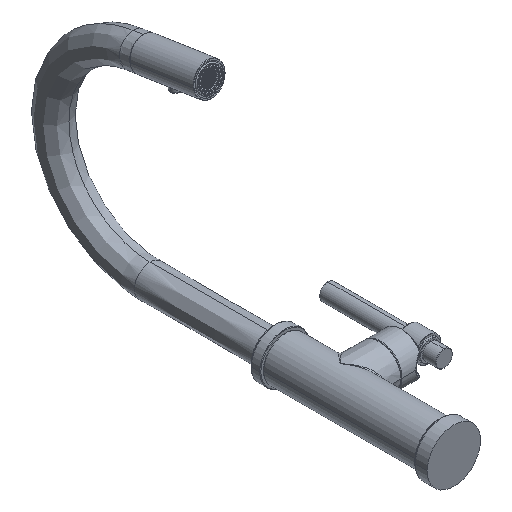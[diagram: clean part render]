
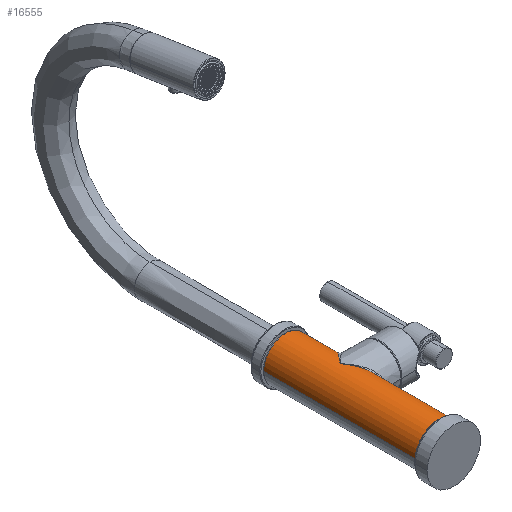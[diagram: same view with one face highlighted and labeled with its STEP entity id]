
A CAD part, isometric view. The second image highlights one B-rep face of the part: STEP entity #16555.
In plain terms, the highlighted cylindrical face has radius 20.32 mm (diameter 40.64 mm), a partial arc.
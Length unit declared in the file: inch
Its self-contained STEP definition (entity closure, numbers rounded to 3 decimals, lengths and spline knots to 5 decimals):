
#2=CARTESIAN_POINT('',(0.,0.,0.));
#3=DIRECTION('',(0.,1.,0.));
#4=DIRECTION('',(-1.,0.,0.));
#5=AXIS2_PLACEMENT_3D('',#2,#3,#4);
#7=CARTESIAN_POINT('',(0.,5.57,0.));
#8=DIRECTION('',(0.,-1.,0.));
#9=DIRECTION('',(1.,0.,0.));
#10=AXIS2_PLACEMENT_3D('',#7,#8,#9);
#12=CARTESIAN_POINT('',(0.8,4.50565,
0.));
#13=CARTESIAN_POINT('',(0.8,4.50565,0.01223));
#14=CARTESIAN_POINT('',(0.79944,4.50501,0.03683));
#15=CARTESIAN_POINT('',(0.79686,4.50211,0.074));
#16=CARTESIAN_POINT('',(0.7925,4.4972,0.11147));
#17=CARTESIAN_POINT('',(0.78628,4.49019,0.14917));
#18=CARTESIAN_POINT('',(0.77814,4.48101,0.1871));
#19=CARTESIAN_POINT('',(0.768,4.46959,0.22515));
#20=CARTESIAN_POINT('',(0.75578,4.45581,0.26333));
#21=CARTESIAN_POINT('',(0.74133,4.43952,0.30166));
#22=CARTESIAN_POINT('',(0.72451,4.42056,0.34013));
#23=CARTESIAN_POINT('',(0.70516,4.39874,0.37867));
#24=CARTESIAN_POINT('',(0.68311,4.37388,0.41717));
#25=CARTESIAN_POINT('',(0.65821,4.3458,0.45549));
#26=CARTESIAN_POINT('',(0.63031,4.31432,0.49343));
#27=CARTESIAN_POINT('',(0.59924,4.27926,0.53078));
#28=CARTESIAN_POINT('',(0.5648,4.24039,0.56733));
#29=CARTESIAN_POINT('',(0.52722,4.19795,0.60246));
#30=CARTESIAN_POINT('',(0.48584,4.1512,0.63636));
#31=CARTESIAN_POINT('',(0.44082,4.10029,0.66834));
#32=CARTESIAN_POINT('',(0.39588,4.0494,0.69576));
#33=CARTESIAN_POINT('',(0.35601,4.00418,0.71682));
#34=CARTESIAN_POINT('',(0.32043,3.96374,0.73333));
#35=CARTESIAN_POINT('',(0.28856,3.92745,0.74638));
#36=CARTESIAN_POINT('',(0.25995,3.89476,0.75677));
#37=CARTESIAN_POINT('',(0.23419,3.86521,0.7651));
#38=CARTESIAN_POINT('',(0.21094,3.83843,0.7718));
#39=CARTESIAN_POINT('',(0.18994,3.81409,0.77721));
#40=CARTESIAN_POINT('',(0.17095,3.79191,0.78159));
#41=CARTESIAN_POINT('',(0.15377,3.77165,0.78514));
#42=CARTESIAN_POINT('',(0.13823,3.75309,0.78801));
#43=CARTESIAN_POINT('',(0.1242,3.73606,0.79034));
#44=CARTESIAN_POINT('',(0.11156,3.72039,0.79221));
#45=CARTESIAN_POINT('',(0.10023,3.70595,0.79372));
#46=CARTESIAN_POINT('',(0.09016,3.69262,0.79492));
#47=CARTESIAN_POINT('',(0.08132,3.68029,0.79587));
#48=CARTESIAN_POINT('',(0.07369,3.66887,0.79661));
#49=CARTESIAN_POINT('',(0.06728,3.65828,0.79717));
#50=CARTESIAN_POINT('',(0.06213,3.64844,0.79759));
#51=CARTESIAN_POINT('',(0.05819,3.63937,0.79788));
#52=CARTESIAN_POINT('',(0.05555,3.63102,0.79807));
#53=CARTESIAN_POINT('',(0.05408,3.62332,0.79817));
#54=CARTESIAN_POINT('',(0.05348,3.61609,0.79821));
#55=CARTESIAN_POINT('',(0.05376,3.60894,0.79819));
#56=CARTESIAN_POINT('',(0.055,3.60147,0.79811));
#57=CARTESIAN_POINT('',(0.05728,3.59325,0.79795));
#58=CARTESIAN_POINT('',(0.06089,3.58407,0.79768));
#59=CARTESIAN_POINT('',(0.06594,3.57415,0.79728));
#60=CARTESIAN_POINT('',(0.07219,3.5635,0.79675));
#61=CARTESIAN_POINT('',(0.07972,3.55201,0.79603));
#62=CARTESIAN_POINT('',(0.08852,3.53961,0.79511));
#63=CARTESIAN_POINT('',(0.09857,3.5262,0.79393));
#64=CARTESIAN_POINT('',(0.1099,3.51169,0.79245));
#65=CARTESIAN_POINT('',(0.12257,3.49594,0.79059));
#66=CARTESIAN_POINT('',(0.13664,3.47882,0.78829));
#67=CARTESIAN_POINT('',(0.15224,3.46017,0.78544));
#68=CARTESIAN_POINT('',(0.16949,3.43981,0.78191));
#69=CARTESIAN_POINT('',(0.18856,3.41752,0.77755));
#70=CARTESIAN_POINT('',(0.20966,3.39305,0.77215));
#71=CARTESIAN_POINT('',(0.23302,3.36613,0.76545));
#72=CARTESIAN_POINT('',(0.25893,3.33641,0.75712));
#73=CARTESIAN_POINT('',(0.2877,3.30353,0.74671));
#74=CARTESIAN_POINT('',(0.31977,3.267,0.73362));
#75=CARTESIAN_POINT('',(0.35556,3.22633,0.71705));
#76=CARTESIAN_POINT('',(0.39579,3.18071,0.69582));
#77=CARTESIAN_POINT('',(0.44093,3.12959,0.66827));
#78=CARTESIAN_POINT('',(0.48588,3.07876,0.63633));
#79=CARTESIAN_POINT('',(0.52718,3.03209,0.60249));
#80=CARTESIAN_POINT('',(0.56483,2.98958,0.5673));
#81=CARTESIAN_POINT('',(0.59925,2.95073,0.53077));
#82=CARTESIAN_POINT('',(0.63031,2.91567,0.49342));
#83=CARTESIAN_POINT('',(0.65822,2.88419,0.45548));
#84=CARTESIAN_POINT('',(0.68311,2.85612,0.41717));
#85=CARTESIAN_POINT('',(0.70516,2.83126,0.37867));
#86=CARTESIAN_POINT('',(0.72451,2.80944,0.34013));
#87=CARTESIAN_POINT('',(0.74133,2.79048,0.30167));
#88=CARTESIAN_POINT('',(0.75578,2.7742,0.26333));
#89=CARTESIAN_POINT('',(0.768,2.76041,0.22516));
#90=CARTESIAN_POINT('',(0.77814,2.74899,0.1871));
#91=CARTESIAN_POINT('',(0.78628,2.73981,0.14917));
#92=CARTESIAN_POINT('',(0.7925,2.7328,0.11147));
#93=CARTESIAN_POINT('',(0.79686,2.72789,0.07401));
#94=CARTESIAN_POINT('',(0.79944,2.72499,0.03683));
#95=CARTESIAN_POINT('',(0.8,2.72435,0.01223));
#96=CARTESIAN_POINT('',(0.8,2.72435,0.));
#219=DIRECTION('',(0.,-1.,0.));
#220=VECTOR('',#219,2.72435);
#221=CARTESIAN_POINT('',(0.8,2.72435,
0.));
#222=LINE('',#221,#220);
#309=DIRECTION('',(0.,-1.,0.));
#310=VECTOR('',#309,1.06435);
#311=CARTESIAN_POINT('',(0.8,5.57,0.));
#312=LINE('',#311,#310);
#318=DIRECTION('',(0.,-1.,0.));
#319=VECTOR('',#318,5.57);
#320=CARTESIAN_POINT('',(-0.8,5.57,0.));
#321=LINE('',#320,#319);
#13001=CARTESIAN_POINT('',(0.8,5.57,0.));
#13002=CARTESIAN_POINT('',(-0.8,5.57,0.));
#13003=VERTEX_POINT('',#13001);
#13004=VERTEX_POINT('',#13002);
#13009=VERTEX_POINT('',#12);
#13010=VERTEX_POINT('',#96);
#13057=CARTESIAN_POINT('',(-0.8,0.,0.));
#13058=CARTESIAN_POINT('',(0.8,0.,0.));
#13059=VERTEX_POINT('',#13057);
#13060=VERTEX_POINT('',#13058);
#16536=CARTESIAN_POINT('',(0.,-0.28,0.));
#16537=DIRECTION('',(0.,1.,0.));
#16538=DIRECTION('',(1.,0.,0.));
#16539=AXIS2_PLACEMENT_3D('',#16536,#16537,#16538);
#16540=CYLINDRICAL_SURFACE('',#16539,0.8);
#16542=ORIENTED_EDGE('',*,*,#16541,.F.);
#16544=ORIENTED_EDGE('',*,*,#16543,.F.);
#16546=ORIENTED_EDGE('',*,*,#16545,.F.);
#16548=ORIENTED_EDGE('',*,*,#16547,.T.);
#16550=ORIENTED_EDGE('',*,*,#16549,.T.);
#16552=ORIENTED_EDGE('',*,*,#16551,.T.);
#16553=EDGE_LOOP('',(#16542,#16544,#16546,#16548,#16550,#16552));
#16554=FACE_OUTER_BOUND('',#16553,.F.);
#16555=ADVANCED_FACE('',(#16554),#16540,.T.);
#6=CIRCLE('',#5,0.8);
#11=CIRCLE('',#10,0.8);
#97=B_SPLINE_CURVE_WITH_KNOTS('',3,(#12,#13,#14,#15,#16,#17,#18,#19,#20,#21,#22,
#23,#24,#25,#26,#27,#28,#29,#30,#31,#32,#33,#34,#35,#36,#37,#38,#39,#40,#41,#42,
#43,#44,#45,#46,#47,#48,#49,#50,#51,#52,#53,#54,#55,#56,#57,#58,#59,#60,#61,#62,
#63,#64,#65,#66,#67,#68,#69,#70,#71,#72,#73,#74,#75,#76,#77,#78,#79,#80,#81,#82,
#83,#84,#85,#86,#87,#88,#89,#90,#91,#92,#93,#94,#95,#96),.UNSPECIFIED.,.F.,.F.,(
4,1,1,1,1,1,1,1,1,1,1,1,1,1,1,1,1,1,1,1,1,1,1,1,1,1,1,1,1,1,1,1,1,1,1,1,1,1,1,1,
1,1,1,1,1,1,1,1,1,1,1,1,1,1,1,1,1,1,1,1,1,1,1,1,1,1,1,1,1,1,1,1,1,1,1,1,1,1,1,1,
1,1,4),(0.,0.0122,0.02439,0.03659,
0.04878,0.06098,0.07317,0.08537,
0.09756,0.10976,0.12195,0.13415,
0.14634,0.15854,0.17073,0.18293,
0.19512,0.20732,0.21951,0.23171,
0.2439,0.2561,0.26829,0.28049,
0.29268,0.30488,0.31707,0.32927,
0.34146,0.35366,0.36585,0.37805,
0.39024,0.40244,0.41463,0.42683,
0.43902,0.45122,0.46341,0.47561,
0.4878,0.5,0.5122,0.52439,0.53659,
0.54878,0.56098,0.57317,0.58537,
0.59756,0.60976,0.62195,0.63415,
0.64634,0.65854,0.67073,0.68293,
0.69512,0.70732,0.71951,0.73171,
0.7439,0.7561,0.76829,0.78049,
0.79268,0.80488,0.81707,0.82927,
0.84146,0.85366,0.86585,0.87805,
0.89024,0.90244,0.91463,0.92683,
0.93902,0.95122,0.96341,0.97561,
0.9878,1.),.UNSPECIFIED.);
#16541=EDGE_CURVE('',#13059,#13060,#6,.T.);
#16543=EDGE_CURVE('',#13004,#13059,#321,.T.);
#16545=EDGE_CURVE('',#13003,#13004,#11,.T.);
#16547=EDGE_CURVE('',#13003,#13009,#312,.T.);
#16549=EDGE_CURVE('',#13009,#13010,#97,.T.);
#16551=EDGE_CURVE('',#13010,#13060,#222,.T.);
